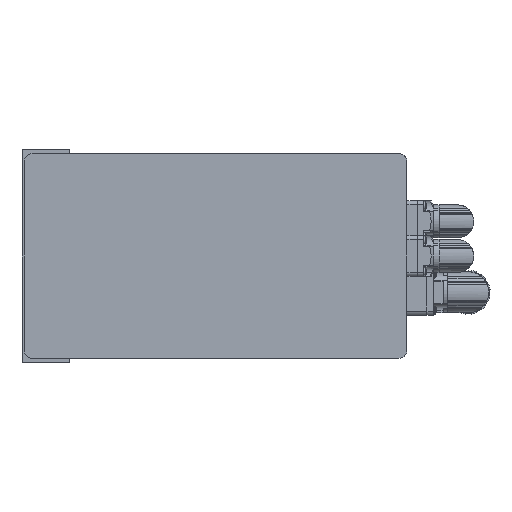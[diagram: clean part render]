
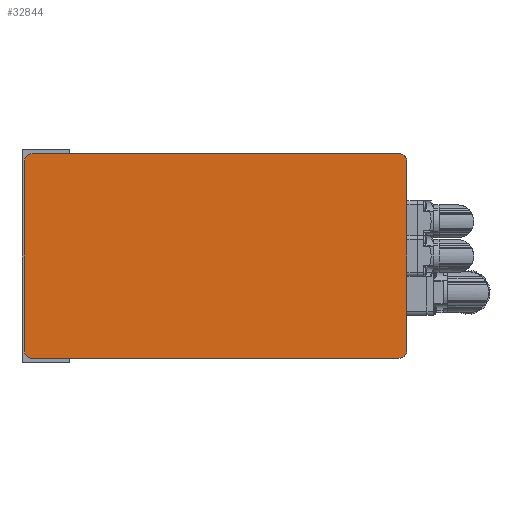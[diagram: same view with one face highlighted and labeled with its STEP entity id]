
A CAD part, front view. The second image highlights one B-rep face of the part: STEP entity #32844.
In plain terms, the highlighted face is planar.
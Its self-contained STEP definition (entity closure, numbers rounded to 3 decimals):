
#153 = DIRECTION ( 'NONE',  ( 0., 0., -1. ) ) ;
#369 = CARTESIAN_POINT ( 'NONE',  ( -65.001, -47.5, -141. ) ) ;
#3488 = VERTEX_POINT ( 'NONE', #53747 ) ;
#8778 = EDGE_CURVE ( 'NONE', #49082, #3488, #68338, .T. ) ;
#9275 = CARTESIAN_POINT ( 'NONE',  ( -60., 190.501, -141. ) ) ;
#9722 = DIRECTION ( 'NONE',  ( 1., 0., 0. ) ) ;
#10623 = DIRECTION ( 'NONE',  ( -1., 0., 0. ) ) ;
#11980 = CIRCLE ( 'NONE', #63647, 5.001 ) ;
#12833 = CARTESIAN_POINT ( 'NONE',  ( -65.001, -47.5, -141. ) ) ;
#16119 = CARTESIAN_POINT ( 'NONE',  ( 65.001, 185.5, -141. ) ) ;
#16394 = ORIENTED_EDGE ( 'NONE', *, *, #83446, .T. ) ;
#16996 = LINE ( 'NONE', #16119, #23657 ) ;
#18896 = DIRECTION ( 'NONE',  ( -1., 0., 0. ) ) ;
#19039 = VERTEX_POINT ( 'NONE', #41466 ) ;
#20251 = VERTEX_POINT ( 'NONE', #41929 ) ;
#21159 = VECTOR ( 'NONE', #42206, 1000. ) ;
#21424 = DIRECTION ( 'NONE',  ( -1., 0., 0. ) ) ;
#22621 = VECTOR ( 'NONE', #9722, 1000. ) ;
#23657 = VECTOR ( 'NONE', #50728, 1000. ) ;
#24227 = VERTEX_POINT ( 'NONE', #71095 ) ;
#26396 = CARTESIAN_POINT ( 'NONE',  ( -60., -52.501, -141. ) ) ;
#26555 = CIRCLE ( 'NONE', #68190, 5.001 ) ;
#26746 = CARTESIAN_POINT ( 'NONE',  ( 65.001, -47.5, -141. ) ) ;
#26780 = ORIENTED_EDGE ( 'NONE', *, *, #8778, .T. ) ;
#28050 = DIRECTION ( 'NONE',  ( -1., 0., 0. ) ) ;
#29083 = VERTEX_POINT ( 'NONE', #26746 ) ;
#29186 = EDGE_LOOP ( 'NONE', ( #87207, #82980, #16394, #26780, #55969, #36045, #82771, #80181 ) ) ;
#32844 = ADVANCED_FACE ( 'NONE', ( #74634 ), #88602, .T. ) ;
#33712 = DIRECTION ( 'NONE',  ( 0., 0., -1. ) ) ;
#34044 = CARTESIAN_POINT ( 'NONE',  ( 60., -52.501, -141. ) ) ;
#36045 = ORIENTED_EDGE ( 'NONE', *, *, #56084, .T. ) ;
#37322 = CARTESIAN_POINT ( 'NONE',  ( 60., -52.501, -141. ) ) ;
#41466 = CARTESIAN_POINT ( 'NONE',  ( 65.001, 185.5, -141. ) ) ;
#41929 = CARTESIAN_POINT ( 'NONE',  ( -60., 190.501, -141. ) ) ;
#41984 = DIRECTION ( 'NONE',  ( -1., 0., 0. ) ) ;
#42206 = DIRECTION ( 'NONE',  ( 0., 1., 0. ) ) ;
#43917 = CARTESIAN_POINT ( 'NONE',  ( -60., 185.5, -141. ) ) ;
#48404 = DIRECTION ( 'NONE',  ( 0., 0., -1. ) ) ;
#49082 = VERTEX_POINT ( 'NONE', #12833 ) ;
#49558 = CIRCLE ( 'NONE', #69714, 5.001 ) ;
#50728 = DIRECTION ( 'NONE',  ( 0., -1., 0. ) ) ;
#53527 = CARTESIAN_POINT ( 'NONE',  ( 60., -47.5, -141. ) ) ;
#53747 = CARTESIAN_POINT ( 'NONE',  ( -65.001, 185.5, -141. ) ) ;
#54713 = CARTESIAN_POINT ( 'NONE',  ( -60., -47.5, -141. ) ) ;
#55478 = DIRECTION ( 'NONE',  ( 0., 0., -1. ) ) ;
#55969 = ORIENTED_EDGE ( 'NONE', *, *, #64642, .T. ) ;
#56084 = EDGE_CURVE ( 'NONE', #20251, #24227, #76763, .T. ) ;
#56233 = LINE ( 'NONE', #37322, #70595 ) ;
#57999 = DIRECTION ( 'NONE',  ( -1., 0., 0. ) ) ;
#63538 = CARTESIAN_POINT ( 'NONE',  ( 60., 185.5, -141. ) ) ;
#63647 = AXIS2_PLACEMENT_3D ( 'NONE', #63538, #55478, #41984 ) ;
#64642 = EDGE_CURVE ( 'NONE', #3488, #20251, #69037, .T. ) ;
#67489 = EDGE_CURVE ( 'NONE', #87168, #71684, #56233, .T. ) ;
#68190 = AXIS2_PLACEMENT_3D ( 'NONE', #54713, #48404, #21424 ) ;
#68338 = LINE ( 'NONE', #369, #21159 ) ;
#69037 = CIRCLE ( 'NONE', #80512, 5.001 ) ;
#69714 = AXIS2_PLACEMENT_3D ( 'NONE', #77057, #153, #28050 ) ;
#69835 = EDGE_CURVE ( 'NONE', #24227, #19039, #11980, .T. ) ;
#70595 = VECTOR ( 'NONE', #57999, 1000. ) ;
#71095 = CARTESIAN_POINT ( 'NONE',  ( 60., 190.501, -141. ) ) ;
#71353 = EDGE_CURVE ( 'NONE', #19039, #29083, #16996, .T. ) ;
#71684 = VERTEX_POINT ( 'NONE', #26396 ) ;
#74634 = FACE_OUTER_BOUND ( 'NONE', #29186, .T. ) ;
#76763 = LINE ( 'NONE', #9275, #22621 ) ;
#77057 = CARTESIAN_POINT ( 'NONE',  ( 60., -47.5, -141. ) ) ;
#80181 = ORIENTED_EDGE ( 'NONE', *, *, #71353, .T. ) ;
#80512 = AXIS2_PLACEMENT_3D ( 'NONE', #43917, #86197, #10623 ) ;
#81628 = AXIS2_PLACEMENT_3D ( 'NONE', #53527, #33712, #18896 ) ;
#82771 = ORIENTED_EDGE ( 'NONE', *, *, #69835, .T. ) ;
#82980 = ORIENTED_EDGE ( 'NONE', *, *, #67489, .T. ) ;
#83446 = EDGE_CURVE ( 'NONE', #71684, #49082, #26555, .T. ) ;
#83929 = EDGE_CURVE ( 'NONE', #29083, #87168, #49558, .T. ) ;
#86197 = DIRECTION ( 'NONE',  ( 0., 0., -1. ) ) ;
#87168 = VERTEX_POINT ( 'NONE', #34044 ) ;
#87207 = ORIENTED_EDGE ( 'NONE', *, *, #83929, .T. ) ;
#88602 = PLANE ( 'NONE',  #81628 ) ;
